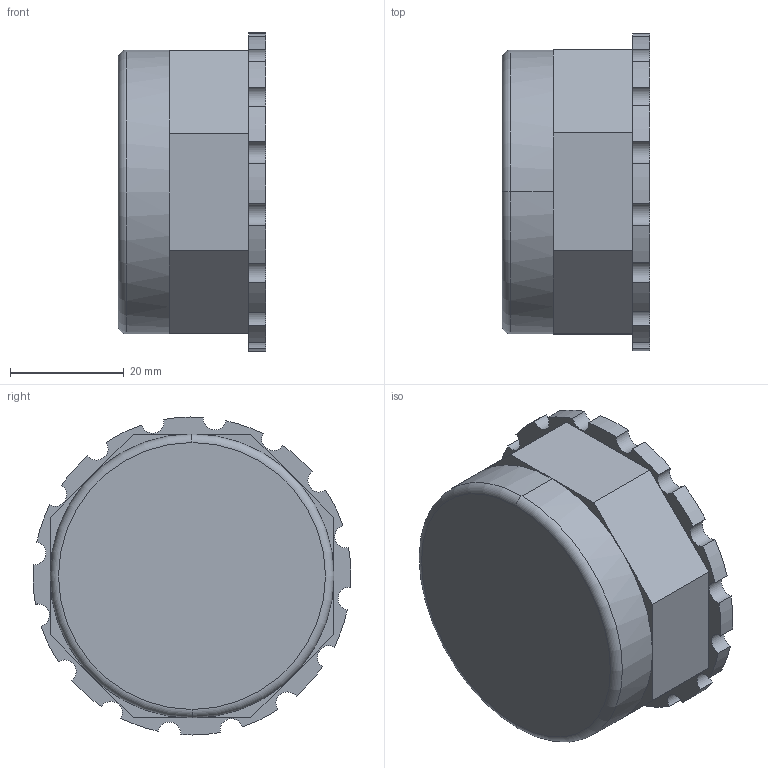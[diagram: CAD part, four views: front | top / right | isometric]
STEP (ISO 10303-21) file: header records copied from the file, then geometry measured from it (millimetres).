
FILE_DESCRIPTION (( 'STEP AP203' ), '1' );
FILE_NAME ('00180_0909.STEP', '2017-05-12T14:28:50', ( '' ), ( '' ), 'SwSTEP 2.0', 'SolidWorks 2011', '' );
FILE_SCHEMA (( 'CONFIG_CONTROL_DESIGN' ));
Length unit declared in the file: millimetre
Products named in the file (1): 00180_0909
Bounding box: 26 x 56 x 56 mm (x, y, z)
Volume: 27760.7 mm3; surface area: 13038.1 mm2
Topology: 1 solids, 1 shells, 94 faces, 257 edges, 165 vertices
Faces by surface type: cylinder 59, plane 20, torus 7, bspline 5, cone 3
Entity records: 6775 total; most frequent: CARTESIAN_POINT 4381, ORIENTED_EDGE 510, DIRECTION 495, EDGE_CURVE 255, AXIS2_PLACEMENT_3D 201, VERTEX_POINT 165, CIRCLE 111, EDGE_LOOP 96
